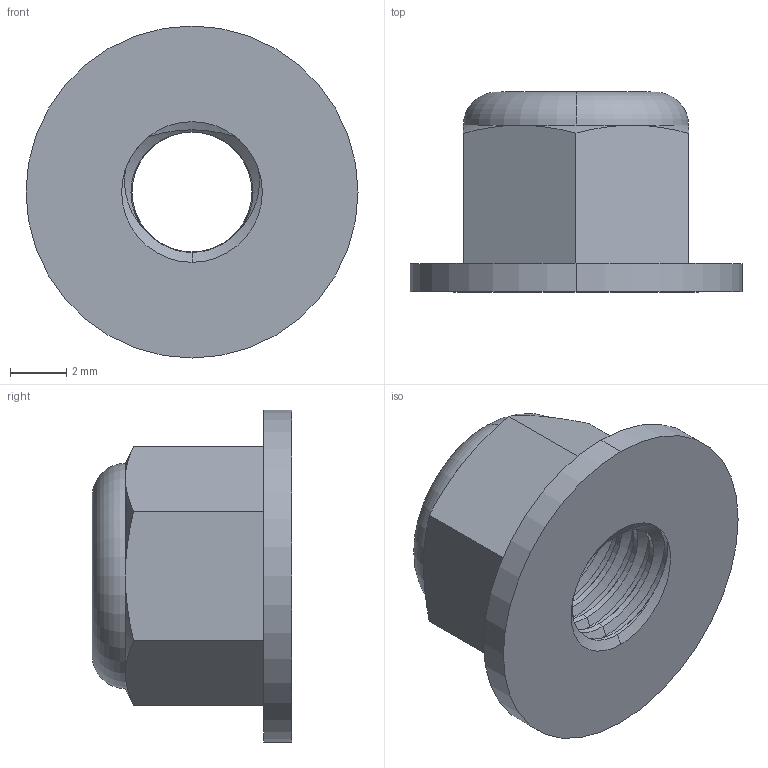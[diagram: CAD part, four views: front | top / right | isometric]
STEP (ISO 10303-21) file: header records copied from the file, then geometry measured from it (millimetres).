
FILE_DESCRIPTION (( 'STEP AP203' ), '1' );
FILE_NAME ('92461A200.step', '2015-03-11T17:03:37', ( '' ), ( '' ), 'SwSTEP 2.0', 'SolidWorks 2010', '' );
FILE_SCHEMA (( 'CONFIG_CONTROL_DESIGN' ));
Length unit declared in the file: millimetre
Products named in the file (1): 92461A200
Bounding box: 11.8 x 7.1 x 11.8 mm (x, y, z)
Volume: 309.6 mm3; surface area: 654.5 mm2
Topology: 2 solids, 2 shells, 109 faces, 237 edges, 135 vertices
Faces by surface type: cone 47, cylinder 43, plane 13, torus 6
Entity records: 3845 total; most frequent: CARTESIAN_POINT 1507, ORIENTED_EDGE 474, DIRECTION 464, EDGE_CURVE 237, AXIS2_PLACEMENT_3D 194, VERTEX_POINT 135, EDGE_LOOP 116, FACE_OUTER_BOUND 109
